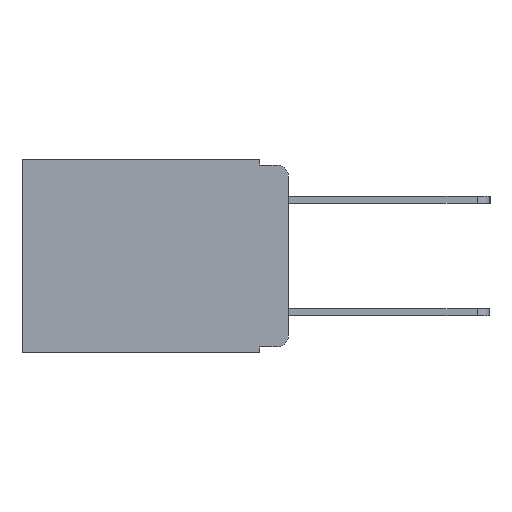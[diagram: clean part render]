
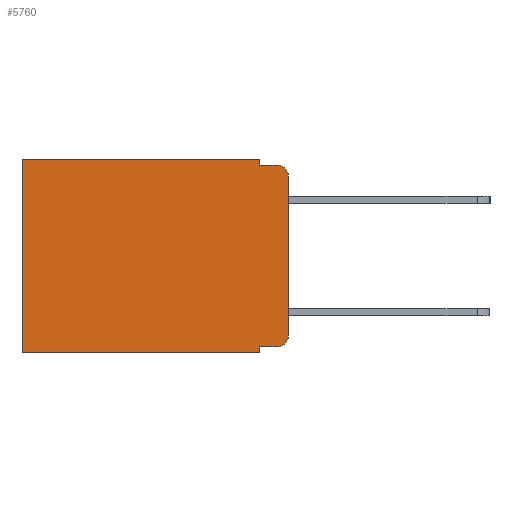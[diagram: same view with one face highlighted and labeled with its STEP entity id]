
A CAD part, left-side view. The second image highlights one B-rep face of the part: STEP entity #5760.
In plain terms, the highlighted planar face has unit normal (-1, 0, 0).
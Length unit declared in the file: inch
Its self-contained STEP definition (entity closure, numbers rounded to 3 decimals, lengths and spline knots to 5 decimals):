
#47 = EDGE_CURVE ( 'NONE', #3302, #8321, #349, .T. ) ;
#66 = LINE ( 'NONE', #10697, #8922 ) ;
#110 = ORIENTED_EDGE ( 'NONE', *, *, #7181, .T. ) ;
#349 = LINE ( 'NONE', #4060, #4838 ) ;
#376 = VECTOR ( 'NONE', #9689, 39.37008 ) ;
#535 = VERTEX_POINT ( 'NONE', #9388 ) ;
#718 = ORIENTED_EDGE ( 'NONE', *, *, #2032, .F. ) ;
#832 = VECTOR ( 'NONE', #8780, 39.37008 ) ;
#869 = CARTESIAN_POINT ( 'NONE',  ( 0.298, 0.051, -0.01 ) ) ;
#946 = CARTESIAN_POINT ( 'NONE',  ( 0.298, 0., -0.313 ) ) ;
#1003 = DIRECTION ( 'NONE',  ( 1., 0., 0. ) ) ;
#1289 = DIRECTION ( 'NONE',  ( -1., 0., 0. ) ) ;
#1438 = CARTESIAN_POINT ( 'NONE',  ( 0.298, 0.473, -0.343 ) ) ;
#1504 = CARTESIAN_POINT ( 'NONE',  ( 0.298, 0.051, -0.333 ) ) ;
#1536 = ORIENTED_EDGE ( 'NONE', *, *, #6937, .F. ) ;
#1960 = ORIENTED_EDGE ( 'NONE', *, *, #5511, .T. ) ;
#2032 = EDGE_CURVE ( 'NONE', #10674, #7789, #66, .T. ) ;
#2174 = LINE ( 'NONE', #1504, #8136 ) ;
#2262 = EDGE_CURVE ( 'NONE', #7789, #4716, #8316, .T. ) ;
#2298 = ORIENTED_EDGE ( 'NONE', *, *, #4348, .T. ) ;
#2336 = CARTESIAN_POINT ( 'NONE',  ( 0.298, 0.02, -0.313 ) ) ;
#2611 = VERTEX_POINT ( 'NONE', #1438 ) ;
#2726 = CIRCLE ( 'NONE', #7069, 0.02 ) ;
#2832 = ORIENTED_EDGE ( 'NONE', *, *, #2262, .F. ) ;
#3111 = AXIS2_PLACEMENT_3D ( 'NONE', #6283, #1003, #7129 ) ;
#3196 = DIRECTION ( 'NONE',  ( 0., 0., -1. ) ) ;
#3302 = VERTEX_POINT ( 'NONE', #4786 ) ;
#3376 = ORIENTED_EDGE ( 'NONE', *, *, #8163, .T. ) ;
#3421 = DIRECTION ( 'NONE',  ( 0., 0., -1. ) ) ;
#3506 = ORIENTED_EDGE ( 'NONE', *, *, #4764, .F. ) ;
#3602 = VECTOR ( 'NONE', #8612, 39.37008 ) ;
#3674 = CIRCLE ( 'NONE', #7602, 0.02 ) ;
#4060 = CARTESIAN_POINT ( 'NONE',  ( 0.298, 0.051, 0. ) ) ;
#4228 = DIRECTION ( 'NONE',  ( 0., 0., -1. ) ) ;
#4348 = EDGE_CURVE ( 'NONE', #8946, #2611, #5602, .T. ) ;
#4533 = PLANE ( 'NONE',  #3111 ) ;
#4716 = VERTEX_POINT ( 'NONE', #8731 ) ;
#4764 = EDGE_CURVE ( 'NONE', #8321, #2611, #10744, .T. ) ;
#4786 = CARTESIAN_POINT ( 'NONE',  ( 0.298, 0.051, -0.333 ) ) ;
#4838 = VECTOR ( 'NONE', #4228, 39.37008 ) ;
#5138 = LINE ( 'NONE', #8919, #376 ) ;
#5358 = DIRECTION ( 'NONE',  ( 0., 0., -1. ) ) ;
#5511 = EDGE_CURVE ( 'NONE', #3302, #535, #2174, .T. ) ;
#5536 = LINE ( 'NONE', #7234, #832 ) ;
#5544 = CARTESIAN_POINT ( 'NONE',  ( 0.298, 0., -0.343 ) ) ;
#5602 = LINE ( 'NONE', #10120, #9601 ) ;
#5760 = ADVANCED_FACE ( 'NONE', ( #10032 ), #4533, .F. ) ;
#5792 = CARTESIAN_POINT ( 'NONE',  ( 0.298, 0.051, -0.343 ) ) ;
#6283 = CARTESIAN_POINT ( 'NONE',  ( 0.298, 0., 0. ) ) ;
#6550 = CARTESIAN_POINT ( 'NONE',  ( 0.298, 0.02, -0.03 ) ) ;
#6937 = EDGE_CURVE ( 'NONE', #8519, #9557, #5536, .T. ) ;
#7065 = CARTESIAN_POINT ( 'NONE',  ( 0.298, 0.051, 0. ) ) ;
#7069 = AXIS2_PLACEMENT_3D ( 'NONE', #6550, #1289, #7380 ) ;
#7129 = DIRECTION ( 'NONE',  ( 0., 0., -1. ) ) ;
#7134 = CARTESIAN_POINT ( 'NONE',  ( 0.298, 0.051, -0.01 ) ) ;
#7181 = EDGE_CURVE ( 'NONE', #10674, #8946, #5138, .T. ) ;
#7234 = CARTESIAN_POINT ( 'NONE',  ( 0.298, 0., 0. ) ) ;
#7249 = DIRECTION ( 'NONE',  ( 0., 1., 0. ) ) ;
#7380 = DIRECTION ( 'NONE',  ( 0., 0., -1. ) ) ;
#7602 = AXIS2_PLACEMENT_3D ( 'NONE', #2336, #8241, #3196 ) ;
#7789 = VERTEX_POINT ( 'NONE', #7134 ) ;
#8136 = VECTOR ( 'NONE', #9807, 39.37008 ) ;
#8163 = EDGE_CURVE ( 'NONE', #8519, #4716, #2726, .T. ) ;
#8241 = DIRECTION ( 'NONE',  ( -1., 0., 0. ) ) ;
#8242 = ORIENTED_EDGE ( 'NONE', *, *, #47, .F. ) ;
#8316 = LINE ( 'NONE', #869, #3602 ) ;
#8320 = EDGE_CURVE ( 'NONE', #535, #9557, #3674, .T. ) ;
#8321 = VERTEX_POINT ( 'NONE', #5792 ) ;
#8333 = EDGE_LOOP ( 'NONE', ( #1536, #3376, #2832, #718, #110, #2298, #3506, #8242, #1960, #9414 ) ) ;
#8519 = VERTEX_POINT ( 'NONE', #10576 ) ;
#8612 = DIRECTION ( 'NONE',  ( 0., -1., 0. ) ) ;
#8731 = CARTESIAN_POINT ( 'NONE',  ( 0.298, 0.02, -0.01 ) ) ;
#8780 = DIRECTION ( 'NONE',  ( 0., 0., -1. ) ) ;
#8919 = CARTESIAN_POINT ( 'NONE',  ( 0.298, 0., 0. ) ) ;
#8922 = VECTOR ( 'NONE', #5358, 39.37008 ) ;
#8946 = VERTEX_POINT ( 'NONE', #10214 ) ;
#9388 = CARTESIAN_POINT ( 'NONE',  ( 0.298, 0.02, -0.333 ) ) ;
#9414 = ORIENTED_EDGE ( 'NONE', *, *, #8320, .T. ) ;
#9557 = VERTEX_POINT ( 'NONE', #946 ) ;
#9601 = VECTOR ( 'NONE', #3421, 39.37008 ) ;
#9689 = DIRECTION ( 'NONE',  ( 0., 1., 0. ) ) ;
#9807 = DIRECTION ( 'NONE',  ( 0., -1., 0. ) ) ;
#10032 = FACE_OUTER_BOUND ( 'NONE', #8333, .T. ) ;
#10120 = CARTESIAN_POINT ( 'NONE',  ( 0.298, 0.473, 0. ) ) ;
#10214 = CARTESIAN_POINT ( 'NONE',  ( 0.298, 0.473, 0. ) ) ;
#10280 = VECTOR ( 'NONE', #7249, 39.37008 ) ;
#10576 = CARTESIAN_POINT ( 'NONE',  ( 0.298, 0., -0.03 ) ) ;
#10674 = VERTEX_POINT ( 'NONE', #7065 ) ;
#10697 = CARTESIAN_POINT ( 'NONE',  ( 0.298, 0.051, 0. ) ) ;
#10744 = LINE ( 'NONE', #5544, #10280 ) ;
